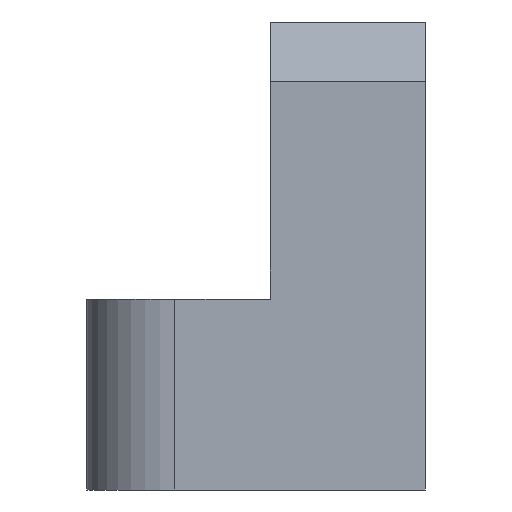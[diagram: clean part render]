
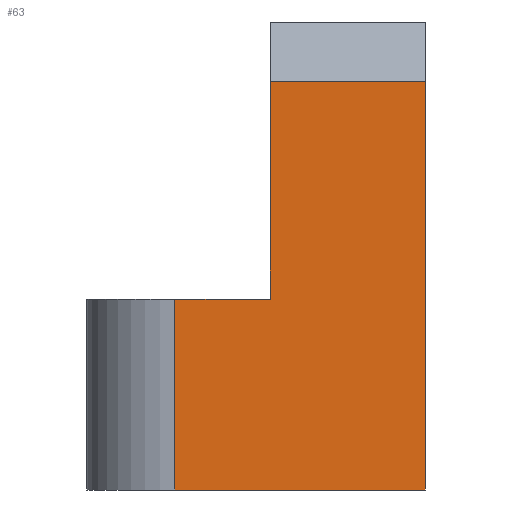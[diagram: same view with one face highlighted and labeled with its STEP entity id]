
A CAD part, front view. The second image highlights one B-rep face of the part: STEP entity #63.
In plain terms, the highlighted planar face has unit normal (0, -1, 0).
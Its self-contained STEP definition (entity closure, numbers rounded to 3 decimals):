
#63=ADVANCED_FACE('',(#178),#180,.F.);
#178=FACE_BOUND('',#179,.T.);
#179=EDGE_LOOP('',(#526,#527,#528,#529,#530,#531));
#180=PLANE('',#181);
#181=AXIS2_PLACEMENT_3D('',#182,#183,#184);
#182=CARTESIAN_POINT('',(-7.1,-25.35,-0.507));
#183=DIRECTION('',(0.,1.,0.));
#184=DIRECTION('',(0.,0.,1.));
#526=ORIENTED_EDGE('',*,*,#739,.F.);
#527=ORIENTED_EDGE('',*,*,#740,.T.);
#528=ORIENTED_EDGE('',*,*,#741,.T.);
#529=ORIENTED_EDGE('',*,*,#694,.T.);
#530=ORIENTED_EDGE('',*,*,#738,.F.);
#531=ORIENTED_EDGE('',*,*,#706,.T.);
#694=EDGE_CURVE('',#819,#817,#820,.T.);
#706=EDGE_CURVE('',#843,#841,#844,.T.);
#738=EDGE_CURVE('',#843,#817,#897,.T.);
#739=EDGE_CURVE('',#898,#841,#899,.T.);
#740=EDGE_CURVE('',#898,#900,#901,.T.);
#741=EDGE_CURVE('',#900,#819,#902,.T.);
#817=VERTEX_POINT('',#1028);
#819=VERTEX_POINT('',#1032);
#820=LINE('',#1033,#1034);
#841=VERTEX_POINT('',#1078);
#843=VERTEX_POINT('',#1082);
#844=LINE('',#1083,#1084);
#897=LINE('',#1204,#1205);
#898=VERTEX_POINT('',#1207);
#899=LINE('',#1208,#1209);
#900=VERTEX_POINT('',#1211);
#901=LINE('',#1212,#1213);
#902=LINE('',#1215,#1216);
#1028=CARTESIAN_POINT('',(0.4,-25.35,12.6));
#1032=CARTESIAN_POINT('',(0.4,-25.35,-4.507));
#1033=CARTESIAN_POINT('',(0.4,-25.35,-4.507));
#1034=VECTOR('',#1035,1.);
#1035=DIRECTION('',(0.,0.,1.));
#1078=CARTESIAN_POINT('',(-6.1,-25.35,3.493));
#1082=CARTESIAN_POINT('',(-6.1,-25.35,12.6));
#1083=CARTESIAN_POINT('',(-6.1,-25.35,12.6));
#1084=VECTOR('',#1085,1.);
#1085=DIRECTION('',(0.,0.,-1.));
#1204=CARTESIAN_POINT('',(-6.1,-25.35,12.6));
#1205=VECTOR('',#1206,1.);
#1206=DIRECTION('',(1.,0.,0.));
#1207=CARTESIAN_POINT('',(-10.1,-25.35,3.493));
#1208=CARTESIAN_POINT('',(-10.1,-25.35,3.493));
#1209=VECTOR('',#1210,1.);
#1210=DIRECTION('',(1.,0.,0.));
#1211=CARTESIAN_POINT('',(-10.1,-25.35,-4.507));
#1212=CARTESIAN_POINT('',(-10.1,-25.35,3.493));
#1213=VECTOR('',#1214,1.);
#1214=DIRECTION('',(0.,0.,-1.));
#1215=CARTESIAN_POINT('',(-10.1,-25.35,-4.507));
#1216=VECTOR('',#1217,1.);
#1217=DIRECTION('',(1.,0.,0.));
